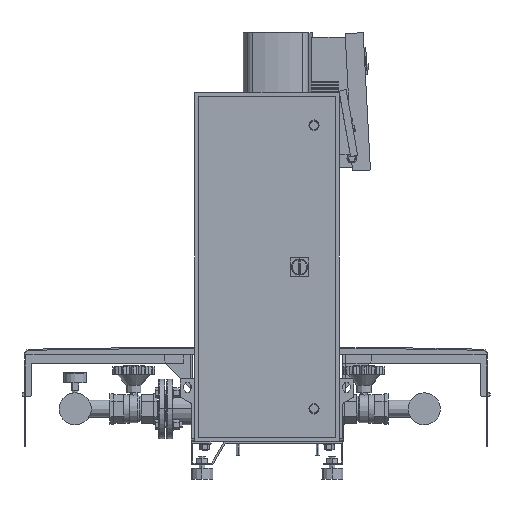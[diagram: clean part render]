
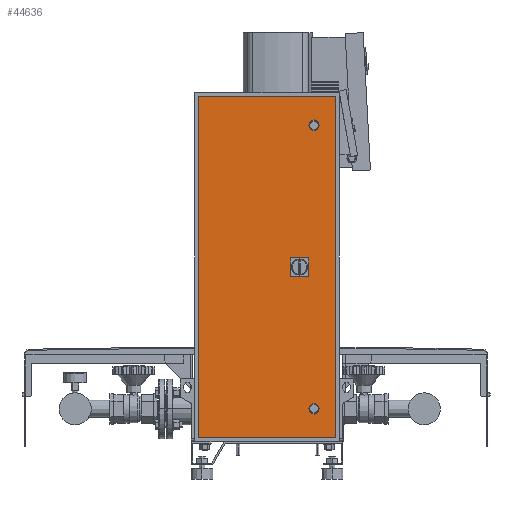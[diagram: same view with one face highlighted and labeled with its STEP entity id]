
A CAD part, left-side view. The second image highlights one B-rep face of the part: STEP entity #44636.
In plain terms, the highlighted free-form (B-spline) face has degree [1, 1] with [2, 2] control points.
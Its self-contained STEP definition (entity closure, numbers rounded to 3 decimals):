
#44156=CARTESIAN_POINT('',(-200.0,-130.0,180.0));
#44157=VERTEX_POINT('',#44156);
#44173=CARTESIAN_POINT('',(-200.0,-130.0,210.0));
#44174=VERTEX_POINT('',#44173);
#44181=CARTESIAN_POINT('',(-200.0,-130.0,195.0));
#44182=DIRECTION('',(1.0,0.0,0.0));
#44183=DIRECTION('',(0.0,0.0,-1.0));
#44184=AXIS2_PLACEMENT_3D('',#44181,#44182,#44183);
#44185=CIRCLE('',#44184,15.0);
#44186=EDGE_CURVE('',#44157,#44174,#44185,.T.);
#44238=CARTESIAN_POINT('',(-200.0,-130.0,965.0));
#44239=VERTEX_POINT('',#44238);
#44255=CARTESIAN_POINT('',(-200.0,-130.0,995.0));
#44256=VERTEX_POINT('',#44255);
#44263=CARTESIAN_POINT('',(-200.0,-130.0,980.0));
#44264=DIRECTION('',(1.0,0.0,0.0));
#44265=DIRECTION('',(0.0,0.0,-1.0));
#44266=AXIS2_PLACEMENT_3D('',#44263,#44264,#44265);
#44267=CIRCLE('',#44266,15.0);
#44268=EDGE_CURVE('',#44239,#44256,#44267,.T.);
#44377=CARTESIAN_POINT('',(-200.0,-130.0,980.0));
#44378=DIRECTION('',(1.0,0.0,0.0));
#44379=DIRECTION('',(0.0,0.0,-1.0));
#44380=AXIS2_PLACEMENT_3D('',#44377,#44378,#44379);
#44381=CIRCLE('',#44380,15.0);
#44382=EDGE_CURVE('',#44256,#44239,#44381,.T.);
#44433=CARTESIAN_POINT('',(-200.0,-130.0,195.0));
#44434=DIRECTION('',(1.0,0.0,0.0));
#44435=DIRECTION('',(0.0,0.0,-1.0));
#44436=AXIS2_PLACEMENT_3D('',#44433,#44434,#44435);
#44437=CIRCLE('',#44436,15.0);
#44438=EDGE_CURVE('',#44174,#44157,#44437,.T.);
#44526=CARTESIAN_POINT('',(-200.,190.,1060.0));
#44527=VERTEX_POINT('',#44526);
#44528=CARTESIAN_POINT('',(-200.,190.0,115.0));
#44529=VERTEX_POINT('',#44528);
#44530=CARTESIAN_POINT('',(-200.,190.,1060.0));
#44531=DIRECTION('',(0.0,0.0,-1.0));
#44532=VECTOR('',#44531,945.0);
#44533=LINE('',#44530,#44532);
#44534=EDGE_CURVE('',#44527,#44529,#44533,.T.);
#44557=CARTESIAN_POINT('',(-200.0,-190.0,115.0));
#44558=VERTEX_POINT('',#44557);
#44559=CARTESIAN_POINT('',(-200.,190.0,115.0));
#44560=DIRECTION('',(0.0,-1.0,0.0));
#44561=VECTOR('',#44560,380.0);
#44562=LINE('',#44559,#44561);
#44563=EDGE_CURVE('',#44529,#44558,#44562,.T.);
#44581=CARTESIAN_POINT('',(-200.0,-190.0,1060.0));
#44582=VERTEX_POINT('',#44581);
#44583=CARTESIAN_POINT('',(-200.0,-190.0,115.0));
#44584=DIRECTION('',(0.0,0.0,1.0));
#44585=VECTOR('',#44584,945.0);
#44586=LINE('',#44583,#44585);
#44587=EDGE_CURVE('',#44558,#44582,#44586,.T.);
#44605=CARTESIAN_POINT('',(-200.0,-190.0,1060.0));
#44606=DIRECTION('',(0.0,1.0,0.0));
#44607=VECTOR('',#44606,380.);
#44608=LINE('',#44605,#44607);
#44609=EDGE_CURVE('',#44582,#44527,#44608,.T.);
#44617=CARTESIAN_POINT('',(-200.0,190.0,1060.0));
#44618=CARTESIAN_POINT('',(-200.0,190.0,115.0));
#44619=CARTESIAN_POINT('',(-200.,-190.0,1060.0));
#44620=CARTESIAN_POINT('',(-200.0,-190.0,115.0));
#44621=B_SPLINE_SURFACE_WITH_KNOTS('',1,1,((#44617,#44619),(#44618,#44620)),.UNSPECIFIED.,.F.,.F.,.U.,(2,2),(2,2),(0.0,945.0),(0.0,380.0),.UNSPECIFIED.);
#44622=ORIENTED_EDGE('',*,*,#44534,.T.);
#44623=ORIENTED_EDGE('',*,*,#44563,.T.);
#44624=ORIENTED_EDGE('',*,*,#44587,.T.);
#44625=ORIENTED_EDGE('',*,*,#44609,.T.);
#44626=EDGE_LOOP('',(#44622,#44623,#44624,#44625));
#44627=FACE_OUTER_BOUND('',#44626,.T.);
#44628=ORIENTED_EDGE('',*,*,#44438,.T.);
#44629=ORIENTED_EDGE('',*,*,#44186,.T.);
#44630=EDGE_LOOP('',(#44628,#44629));
#44631=FACE_BOUND('',#44630,.T.);
#44632=ORIENTED_EDGE('',*,*,#44382,.T.);
#44633=ORIENTED_EDGE('',*,*,#44268,.T.);
#44634=EDGE_LOOP('',(#44632,#44633));
#44635=FACE_BOUND('',#44634,.T.);
#44636=ADVANCED_FACE('',(#44627,#44631,#44635),#44621,.T.);
